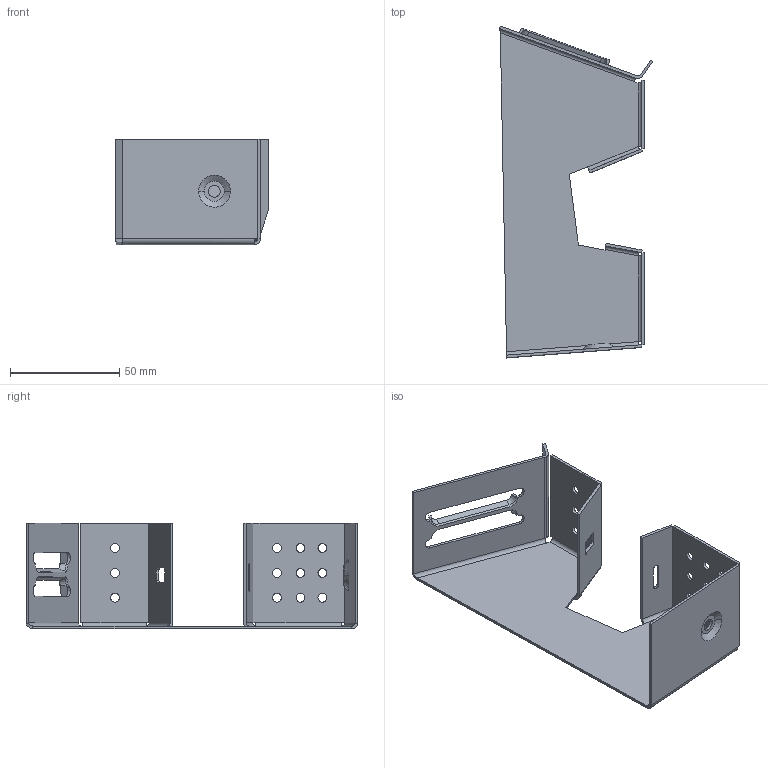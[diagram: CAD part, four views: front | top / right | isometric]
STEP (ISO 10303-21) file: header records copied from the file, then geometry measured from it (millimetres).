
FILE_DESCRIPTION(('OneSpaceDesigner STEP Export'),'2;1');
FILE_NAME('sheet_metal1.stp','2007-03-27T11:12:24',(''),(''),'OneSpace Designer STEP processor for AP214 (Solid Model)','OneSpace Modeling 16.00P0323 23-Mar-2007 (C) CoCreate Software GmbH','');
FILE_SCHEMA(('AUTOMOTIVE_DESIGN { 1 0 10303 214 1 1 1 1 }'));
Length unit declared in the file: millimetre
Products named in the file (1): p2
Bounding box: 70.18 x 151.63 x 48.23 mm (x, y, z)
Volume: 22936 mm3; surface area: 38769.2 mm2
Topology: 1 solids, 1 shells, 159 faces, 416 edges, 261 vertices
Faces by surface type: plane 78, cylinder 58, cone 20, bspline 3
Entity records: 4925 total; most frequent: CARTESIAN_POINT 1092, ORIENTED_EDGE 832, DIRECTION 727, EDGE_CURVE 416, VECTOR 263, LINE 263, VERTEX_POINT 261, AXIS2_PLACEMENT_3D 232
